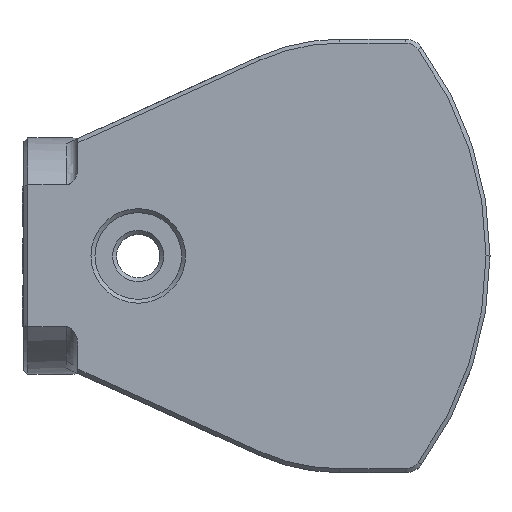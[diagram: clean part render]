
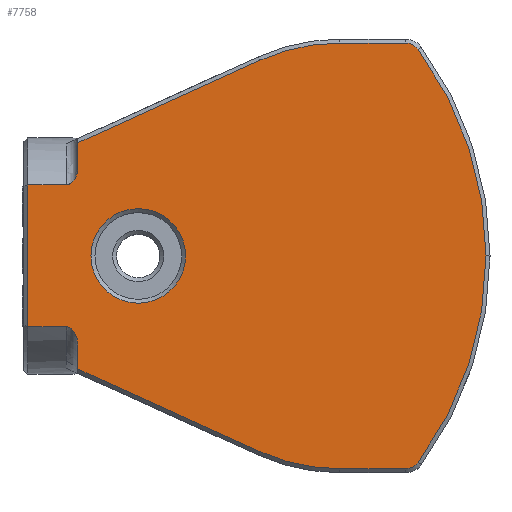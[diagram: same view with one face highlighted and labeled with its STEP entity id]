
A CAD part, top view. The second image highlights one B-rep face of the part: STEP entity #7758.
In plain terms, the highlighted planar face has unit normal (0, 0, 1).
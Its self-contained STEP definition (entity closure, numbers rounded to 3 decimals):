
#166=CARTESIAN_POINT('',(-121.,-71.8,-25.49));
#167=VERTEX_POINT('',#166);
#176=CARTESIAN_POINT('',(-97.,-71.8,-25.49));
#177=VERTEX_POINT('',#176);
#178=CARTESIAN_POINT('',(-109.,-71.8,-25.49));
#179=DIRECTION('',(-0.,0.,1.));
#180=DIRECTION('',(1.,0.,0.));
#181=AXIS2_PLACEMENT_3D('',#178,#179,#180);
#182=CIRCLE('',#181,12.);
#183=EDGE_CURVE('NONE',#167,#177,#182,.T.);
#185=CARTESIAN_POINT('',(-109.,-71.8,-25.49));
#186=DIRECTION('',(-0.,0.,1.));
#187=DIRECTION('',(1.,0.,0.));
#188=AXIS2_PLACEMENT_3D('',#185,#186,#187);
#189=CIRCLE('',#188,12.);
#190=EDGE_CURVE('NONE',#177,#167,#189,.T.);
#380=CARTESIAN_POINT('',(-137.,-53.8,-25.49));
#381=VERTEX_POINT('',#380);
#406=CARTESIAN_POINT('',(-20.75,-71.8,-25.49));
#407=VERTEX_POINT('',#406);
#414=CARTESIAN_POINT('',(-37.972,-124.174,-25.49));
#415=VERTEX_POINT('',#414);
#416=CARTESIAN_POINT('',(-109.,-71.8,-25.49));
#417=DIRECTION('',(0.,-0.,-1.));
#418=DIRECTION('',(-1.,0.,-0.));
#419=AXIS2_PLACEMENT_3D('',#416,#417,#418);
#420=CIRCLE('',#419,88.25);
#421=EDGE_CURVE('NONE',#407,#415,#420,.T.);
#1494=CARTESIAN_POINT('',(-127.3,-89.8,-25.49));
#1495=VERTEX_POINT('',#1494);
#1503=CARTESIAN_POINT('',(-137.,-89.8,-25.49));
#1504=VERTEX_POINT('',#1503);
#1505=CARTESIAN_POINT('',(-137.,-89.8,-25.49));
#1506=DIRECTION('',(1.,0.,0.));
#1507=VECTOR('',#1506,9.7);
#1508=LINE('',#1505,#1507);
#1509=EDGE_CURVE('NONE',#1504,#1495,#1508,.T.);
#1755=CARTESIAN_POINT('',(-124.3,-43.089,-25.49));
#1756=VERTEX_POINT('',#1755);
#1763=CARTESIAN_POINT('',(-78.136,-22.169,-25.49));
#1764=VERTEX_POINT('',#1763);
#1765=CARTESIAN_POINT('',(-124.3,-43.089,-25.49));
#1766=DIRECTION('',(0.911,0.413,0.));
#1767=VECTOR('',#1766,50.683);
#1768=LINE('',#1765,#1767);
#1769=EDGE_CURVE('NONE',#1756,#1764,#1768,.T.);
#1833=CARTESIAN_POINT('',(-78.136,-121.431,-25.49));
#1834=VERTEX_POINT('',#1833);
#1843=CARTESIAN_POINT('',(-124.3,-100.511,-25.49));
#1844=VERTEX_POINT('',#1843);
#1845=CARTESIAN_POINT('',(-78.136,-121.431,-25.49));
#1846=DIRECTION('',(-0.911,0.413,-0.));
#1847=VECTOR('',#1846,50.683);
#1848=LINE('',#1845,#1847);
#1849=EDGE_CURVE('NONE',#1834,#1844,#1848,.T.);
#7603=CARTESIAN_POINT('',(-109.,-71.8,-25.49));
#7604=DIRECTION('',(0.,-0.,-1.));
#7605=DIRECTION('',(1.,0.,0.));
#7606=AXIS2_PLACEMENT_3D('',#7603,#7604,#7605);
#7607=PLANE('',#7606);
#7608=ORIENTED_EDGE('',*,*,#183,.F.);
#7609=ORIENTED_EDGE('',*,*,#190,.F.);
#7610=EDGE_LOOP('',(#7608,#7609));
#7611=FACE_BOUND('',#7610,.T.);
#7612=ORIENTED_EDGE('',*,*,#1509,.T.);
#7613=CARTESIAN_POINT('',(-124.3,-94.45,-25.49));
#7614=VERTEX_POINT('',#7613);
#7615=CARTESIAN_POINT('',(-124.3,-94.45,-25.49));
#7616=CARTESIAN_POINT('',(-124.3,-93.943,-25.49));
#7617=CARTESIAN_POINT('',(-124.359,-93.446,-25.49));
#7618=CARTESIAN_POINT('',(-124.473,-92.959,-25.49));
#7619=CARTESIAN_POINT('',(-124.588,-92.471,-25.49));
#7620=CARTESIAN_POINT('',(-124.761,-91.989,-25.49));
#7621=CARTESIAN_POINT('',(-124.996,-91.546,-25.49));
#7622=CARTESIAN_POINT('',(-125.113,-91.324,-25.49));
#7623=CARTESIAN_POINT('',(-125.247,-91.11,-25.49));
#7624=CARTESIAN_POINT('',(-125.401,-90.908,-25.49));
#7625=CARTESIAN_POINT('',(-125.555,-90.706,-25.49));
#7626=CARTESIAN_POINT('',(-125.726,-90.52,-25.49));
#7627=CARTESIAN_POINT('',(-125.919,-90.356,-25.49));
#7628=CARTESIAN_POINT('',(-126.015,-90.274,-25.49));
#7629=CARTESIAN_POINT('',(-126.118,-90.198,-25.49));
#7630=CARTESIAN_POINT('',(-126.225,-90.13,-25.49));
#7631=CARTESIAN_POINT('',(-126.332,-90.063,-25.49));
#7632=CARTESIAN_POINT('',(-126.443,-90.004,-25.49));
#7633=CARTESIAN_POINT('',(-126.559,-89.954,-25.49));
#7634=CARTESIAN_POINT('',(-126.676,-89.905,-25.49));
#7635=CARTESIAN_POINT('',(-126.799,-89.866,-25.49));
#7636=CARTESIAN_POINT('',(-126.922,-89.84,-25.49));
#7637=CARTESIAN_POINT('',(-127.046,-89.814,-25.49));
#7638=CARTESIAN_POINT('',(-127.172,-89.8,-25.49));
#7639=CARTESIAN_POINT('',(-127.3,-89.8,-25.49));
#7640=B_SPLINE_CURVE_WITH_KNOTS('',3,(#7615,#7616,#7617,#7618,#7619,#7620,#7621,#7622,#7623,#7624,#7625,#7626,#7627,#7628,#7629,#7630,#7631,#7632,#7633,#7634,#7635,#7636,#7637,#7638,#7639),.UNSPECIFIED.,.F.,.F.,(4,3,3,3,3,3,3,3,4),(0.,0.001,0.003,0.004,0.004,0.005,0.005,0.006,0.006),.UNSPECIFIED.);
#7641=EDGE_CURVE('NONE',#7614,#1495,#7640,.T.);
#7642=ORIENTED_EDGE('',*,*,#7641,.F.);
#7643=CARTESIAN_POINT('',(-124.3,-100.511,-25.49));
#7644=DIRECTION('',(0.,1.,-0.));
#7645=VECTOR('',#7644,6.061);
#7646=LINE('',#7643,#7645);
#7647=EDGE_CURVE('NONE',#1844,#7614,#7646,.T.);
#7648=ORIENTED_EDGE('',*,*,#7647,.F.);
#7649=ORIENTED_EDGE('',*,*,#1849,.F.);
#7650=CARTESIAN_POINT('',(-57.911,-125.8,-25.49));
#7651=VERTEX_POINT('',#7650);
#7652=CARTESIAN_POINT('',(-57.911,-76.8,-25.49));
#7653=DIRECTION('',(0.,-0.,-1.));
#7654=DIRECTION('',(-1.,0.,-0.));
#7655=AXIS2_PLACEMENT_3D('',#7652,#7653,#7654);
#7656=CIRCLE('',#7655,49.);
#7657=EDGE_CURVE('NONE',#7651,#1834,#7656,.T.);
#7658=ORIENTED_EDGE('',*,*,#7657,.F.);
#7659=CARTESIAN_POINT('',(-41.192,-125.8,-25.49));
#7660=VERTEX_POINT('',#7659);
#7661=CARTESIAN_POINT('',(-41.192,-125.8,-25.49));
#7662=DIRECTION('',(-1.,0.,-0.));
#7663=VECTOR('',#7662,16.719);
#7664=LINE('',#7661,#7663);
#7665=EDGE_CURVE('NONE',#7660,#7651,#7664,.T.);
#7666=ORIENTED_EDGE('',*,*,#7665,.F.);
#7667=CARTESIAN_POINT('',(-41.192,-121.8,-25.49));
#7668=DIRECTION('',(0.,-0.,-1.));
#7669=DIRECTION('',(-1.,0.,-0.));
#7670=AXIS2_PLACEMENT_3D('',#7667,#7668,#7669);
#7671=CIRCLE('',#7670,4.);
#7672=EDGE_CURVE('NONE',#415,#7660,#7671,.T.);
#7673=ORIENTED_EDGE('',*,*,#7672,.F.);
#7674=ORIENTED_EDGE('',*,*,#421,.F.);
#7675=CARTESIAN_POINT('',(-37.972,-19.426,-25.49));
#7676=VERTEX_POINT('',#7675);
#7677=CARTESIAN_POINT('',(-109.,-71.8,-25.49));
#7678=DIRECTION('',(0.,-0.,-1.));
#7679=DIRECTION('',(-1.,0.,-0.));
#7680=AXIS2_PLACEMENT_3D('',#7677,#7678,#7679);
#7681=CIRCLE('',#7680,88.25);
#7682=EDGE_CURVE('NONE',#7676,#407,#7681,.T.);
#7683=ORIENTED_EDGE('',*,*,#7682,.F.);
#7684=CARTESIAN_POINT('',(-41.192,-17.8,-25.49));
#7685=VERTEX_POINT('',#7684);
#7686=CARTESIAN_POINT('',(-41.192,-21.8,-25.49));
#7687=DIRECTION('',(0.,-0.,-1.));
#7688=DIRECTION('',(-1.,0.,-0.));
#7689=AXIS2_PLACEMENT_3D('',#7686,#7687,#7688);
#7690=CIRCLE('',#7689,4.);
#7691=EDGE_CURVE('NONE',#7685,#7676,#7690,.T.);
#7692=ORIENTED_EDGE('',*,*,#7691,.F.);
#7693=CARTESIAN_POINT('',(-57.911,-17.8,-25.49));
#7694=VERTEX_POINT('',#7693);
#7695=CARTESIAN_POINT('',(-57.911,-17.8,-25.49));
#7696=DIRECTION('',(1.,0.,0.));
#7697=VECTOR('',#7696,16.719);
#7698=LINE('',#7695,#7697);
#7699=EDGE_CURVE('NONE',#7694,#7685,#7698,.T.);
#7700=ORIENTED_EDGE('',*,*,#7699,.F.);
#7701=CARTESIAN_POINT('',(-57.911,-66.8,-25.49));
#7702=DIRECTION('',(0.,-0.,-1.));
#7703=DIRECTION('',(-1.,0.,-0.));
#7704=AXIS2_PLACEMENT_3D('',#7701,#7702,#7703);
#7705=CIRCLE('',#7704,49.);
#7706=EDGE_CURVE('NONE',#1764,#7694,#7705,.T.);
#7707=ORIENTED_EDGE('',*,*,#7706,.F.);
#7708=ORIENTED_EDGE('',*,*,#1769,.F.);
#7709=CARTESIAN_POINT('',(-124.3,-49.15,-25.49));
#7710=VERTEX_POINT('',#7709);
#7711=CARTESIAN_POINT('',(-124.3,-49.15,-25.49));
#7712=DIRECTION('',(0.,1.,-0.));
#7713=VECTOR('',#7712,6.061);
#7714=LINE('',#7711,#7713);
#7715=EDGE_CURVE('NONE',#7710,#1756,#7714,.T.);
#7716=ORIENTED_EDGE('',*,*,#7715,.F.);
#7717=CARTESIAN_POINT('',(-127.3,-53.8,-25.49));
#7718=VERTEX_POINT('',#7717);
#7719=CARTESIAN_POINT('',(-127.3,-53.8,-25.49));
#7720=CARTESIAN_POINT('',(-127.044,-53.8,-25.49));
#7721=CARTESIAN_POINT('',(-126.798,-53.746,-25.49));
#7722=CARTESIAN_POINT('',(-126.563,-53.647,-25.49));
#7723=CARTESIAN_POINT('',(-126.327,-53.548,-25.49));
#7724=CARTESIAN_POINT('',(-126.115,-53.41,-25.49));
#7725=CARTESIAN_POINT('',(-125.921,-53.246,-25.49));
#7726=CARTESIAN_POINT('',(-125.727,-53.081,-25.49));
#7727=CARTESIAN_POINT('',(-125.557,-52.896,-25.49));
#7728=CARTESIAN_POINT('',(-125.404,-52.696,-25.49));
#7729=CARTESIAN_POINT('',(-125.251,-52.496,-25.49));
#7730=CARTESIAN_POINT('',(-125.115,-52.28,-25.49));
#7731=CARTESIAN_POINT('',(-124.998,-52.058,-25.49));
#7732=CARTESIAN_POINT('',(-124.88,-51.836,-25.49));
#7733=CARTESIAN_POINT('',(-124.779,-51.606,-25.49));
#7734=CARTESIAN_POINT('',(-124.692,-51.371,-25.49));
#7735=CARTESIAN_POINT('',(-124.605,-51.136,-25.49));
#7736=CARTESIAN_POINT('',(-124.533,-50.895,-25.49));
#7737=CARTESIAN_POINT('',(-124.475,-50.649,-25.49));
#7738=CARTESIAN_POINT('',(-124.359,-50.156,-25.49));
#7739=CARTESIAN_POINT('',(-124.3,-49.657,-25.49));
#7740=CARTESIAN_POINT('',(-124.3,-49.15,-25.49));
#7741=B_SPLINE_CURVE_WITH_KNOTS('',3,(#7719,#7720,#7721,#7722,#7723,#7724,#7725,#7726,#7727,#7728,#7729,#7730,#7731,#7732,#7733,#7734,#7735,#7736,#7737,#7738,#7739,#7740),.UNSPECIFIED.,.F.,.F.,(4,3,3,3,3,3,3,4),(0.,0.001,0.002,0.002,0.003,0.004,0.005,0.006),.UNSPECIFIED.);
#7742=EDGE_CURVE('NONE',#7718,#7710,#7741,.T.);
#7743=ORIENTED_EDGE('',*,*,#7742,.F.);
#7744=CARTESIAN_POINT('',(-137.,-53.8,-25.49));
#7745=DIRECTION('',(1.,0.,0.));
#7746=VECTOR('',#7745,9.7);
#7747=LINE('',#7744,#7746);
#7748=EDGE_CURVE('NONE',#381,#7718,#7747,.T.);
#7749=ORIENTED_EDGE('',*,*,#7748,.F.);
#7750=CARTESIAN_POINT('',(-137.,-89.8,-25.49));
#7751=DIRECTION('',(0.,1.,-0.));
#7752=VECTOR('',#7751,36.);
#7753=LINE('',#7750,#7752);
#7754=EDGE_CURVE('NONE',#1504,#381,#7753,.T.);
#7755=ORIENTED_EDGE('',*,*,#7754,.F.);
#7756=EDGE_LOOP('',(#7612,#7642,#7648,#7649,#7658,#7666,#7673,#7674,#7683,#7692,#7700,#7707,#7708,#7716,#7743,#7749,#7755));
#7757=FACE_BOUND('',#7756,.T.);
#7758=ADVANCED_FACE('NONE',(#7611,#7757),#7607,.F.);
